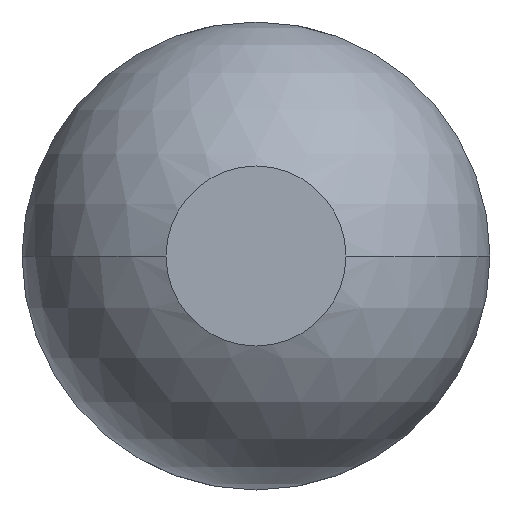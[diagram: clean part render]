
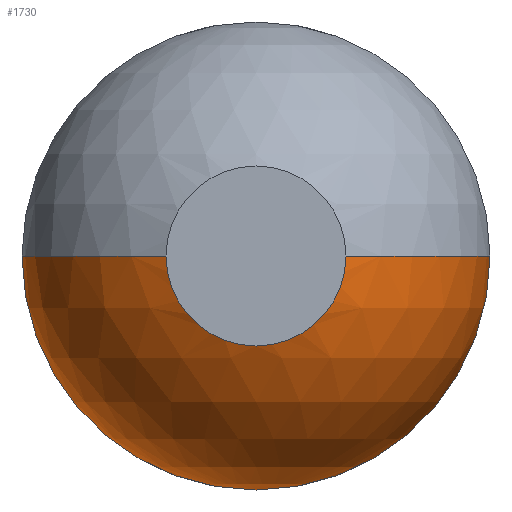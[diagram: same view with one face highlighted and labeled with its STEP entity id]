
A CAD part, front view. The second image highlights one B-rep face of the part: STEP entity #1730.
In plain terms, the highlighted spherical face has radius 0.39 mm.
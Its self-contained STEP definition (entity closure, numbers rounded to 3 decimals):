
#96 = CIRCLE ( 'NONE', #1249, 0.39 ) ;
#163 = DIRECTION ( 'NONE',  ( 0., -1., 0. ) ) ;
#226 = VERTEX_POINT ( 'NONE', #1018 ) ;
#248 = CIRCLE ( 'NONE', #327, 0.15 ) ;
#252 = ORIENTED_EDGE ( 'NONE', *, *, #2551, .F. ) ;
#327 = AXIS2_PLACEMENT_3D ( 'NONE', #1877, #163, #492 ) ;
#328 = EDGE_CURVE ( 'Defeature ausgef�hrt1_15+Defeature ausgef�hrt1_4+Defeature ausgef�hrt1_4+Defeature ausgef�hrt1_4', #2396, #996, #248, .T. ) ;
#465 = EDGE_CURVE ( 'Defeature ausgef�hrt1_5+Defeature ausgef�hrt1_4+Defeature ausgef�hrt1_4+Defeature ausgef�hrt1_4', #226, #2892, #96, .T. ) ;
#492 = DIRECTION ( 'NONE',  ( 0., 0., -1. ) ) ;
#514 = CARTESIAN_POINT ( 'NONE',  ( 0., -35.94, 0. ) ) ;
#571 = CIRCLE ( 'NONE', #2810, 0.15 ) ;
#663 = CARTESIAN_POINT ( 'NONE',  ( 0.15, -36.3, 0. ) ) ;
#769 = CARTESIAN_POINT ( 'NONE',  ( 0., -35.94, 0. ) ) ;
#793 = DIRECTION ( 'NONE',  ( 0., 0., -1. ) ) ;
#811 = EDGE_CURVE ( 'Defeature ausgef�hrt1_15+Defeature ausgef�hrt1_4+Defeature ausgef�hrt1_4+Defeature ausgef�hrt1_4', #1166, #2396, #571, .T. ) ;
#907 = AXIS2_PLACEMENT_3D ( 'NONE', #3522, #3225, #1508 ) ;
#958 = EDGE_LOOP ( 'NONE', ( #3312, #2225, #2847, #3281, #252, #1755 ) ) ;
#996 = VERTEX_POINT ( 'NONE', #663 ) ;
#1018 = CARTESIAN_POINT ( 'NONE',  ( 0., -35.94, -0.39 ) ) ;
#1056 = DIRECTION ( 'NONE',  ( 1., 0., 0. ) ) ;
#1166 = VERTEX_POINT ( 'NONE', #3354 ) ;
#1231 = DIRECTION ( 'NONE',  ( 0., 1., 0. ) ) ;
#1249 = AXIS2_PLACEMENT_3D ( 'NONE', #514, #2741, #1688 ) ;
#1373 = CARTESIAN_POINT ( 'NONE',  ( -0.39, -35.94, 0. ) ) ;
#1433 = CARTESIAN_POINT ( 'NONE',  ( 0., -35.94, 0. ) ) ;
#1470 = DIRECTION ( 'NONE',  ( 0., 0., 1. ) ) ;
#1508 = DIRECTION ( 'NONE',  ( -1., 0., 0. ) ) ;
#1545 = CARTESIAN_POINT ( 'NONE',  ( 0., -36.3, -0.15 ) ) ;
#1688 = DIRECTION ( 'NONE',  ( 0., 0., 1. ) ) ;
#1730 = ADVANCED_FACE ( 'Defeature ausgef�hrt1_4', ( #3241 ), #2292, .T. ) ;
#1755 = ORIENTED_EDGE ( 'NONE', *, *, #328, .F. ) ;
#1814 = CARTESIAN_POINT ( 'NONE',  ( 0.39, -35.94, 0. ) ) ;
#1877 = CARTESIAN_POINT ( 'NONE',  ( 0., -36.3, 0. ) ) ;
#1923 = DIRECTION ( 'NONE',  ( 0., -1., 0. ) ) ;
#2202 = DIRECTION ( 'NONE',  ( 0., 0., 1. ) ) ;
#2225 = ORIENTED_EDGE ( 'NONE', *, *, #3618, .T. ) ;
#2292 = SPHERICAL_SURFACE ( 'NONE', #3046, 0.39 ) ;
#2376 = VERTEX_POINT ( 'NONE', #1814 ) ;
#2396 = VERTEX_POINT ( 'NONE', #1545 ) ;
#2551 = EDGE_CURVE ( 'NONE', #996, #2376, #3587, .T. ) ;
#2623 = AXIS2_PLACEMENT_3D ( 'NONE', #769, #2202, #1056 ) ;
#2687 = CIRCLE ( 'NONE', #3330, 0.39 ) ;
#2741 = DIRECTION ( 'NONE',  ( 0., 1., 0. ) ) ;
#2793 = CIRCLE ( 'NONE', #907, 0.39 ) ;
#2810 = AXIS2_PLACEMENT_3D ( 'NONE', #3334, #1923, #793 ) ;
#2847 = ORIENTED_EDGE ( 'NONE', *, *, #465, .F. ) ;
#2862 = DIRECTION ( 'NONE',  ( 1., 0., 0. ) ) ;
#2892 = VERTEX_POINT ( 'NONE', #1373 ) ;
#3046 = AXIS2_PLACEMENT_3D ( 'NONE', #1433, #3440, #2862 ) ;
#3212 = CARTESIAN_POINT ( 'NONE',  ( 0., -35.94, 0. ) ) ;
#3225 = DIRECTION ( 'NONE',  ( 0., 0., -1. ) ) ;
#3241 = FACE_OUTER_BOUND ( 'NONE', #958, .T. ) ;
#3281 = ORIENTED_EDGE ( 'NONE', *, *, #3503, .F. ) ;
#3312 = ORIENTED_EDGE ( 'NONE', *, *, #811, .F. ) ;
#3330 = AXIS2_PLACEMENT_3D ( 'NONE', #3212, #1231, #1470 ) ;
#3334 = CARTESIAN_POINT ( 'NONE',  ( 0., -36.3, 0. ) ) ;
#3354 = CARTESIAN_POINT ( 'NONE',  ( -0.15, -36.3, 0. ) ) ;
#3440 = DIRECTION ( 'NONE',  ( 0., 0., -1. ) ) ;
#3503 = EDGE_CURVE ( 'Defeature ausgef�hrt1_5+Defeature ausgef�hrt1_4+Defeature ausgef�hrt1_4+Defeature ausgef�hrt1_4', #2376, #226, #2687, .T. ) ;
#3522 = CARTESIAN_POINT ( 'NONE',  ( 0., -35.94, 0. ) ) ;
#3587 = CIRCLE ( 'NONE', #2623, 0.39 ) ;
#3618 = EDGE_CURVE ( 'NONE', #1166, #2892, #2793, .T. ) ;
